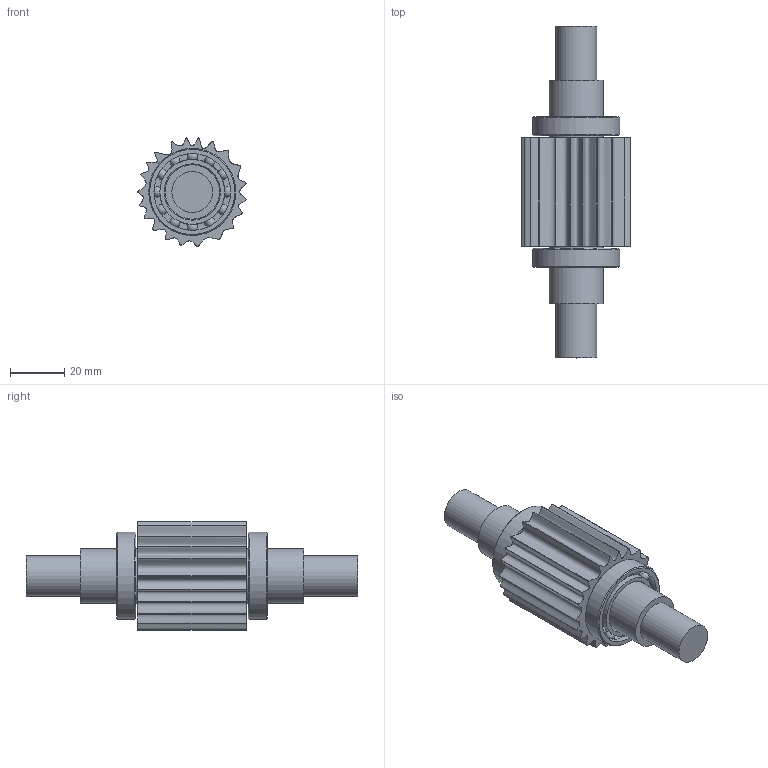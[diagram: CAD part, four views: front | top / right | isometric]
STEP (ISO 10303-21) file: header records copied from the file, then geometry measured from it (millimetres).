
FILE_DESCRIPTION(/* description */ (''),/* implementation_level */ '2;1');
FILE_NAME(/* name */ 'Crusher Shaft v2.step',/* time_stamp */ '2019-11-16T23:35:02+08:00',/* author */ (''),/* organization */ (''),/* preprocessor_version */ 'ST-DEVELOPER v18',/* originating_system */ 'Autodesk Translation Framework v8.12.0.6',/* authorisation */ '');
FILE_SCHEMA (('AUTOMOTIVE_DESIGN { 1 0 10303 214 3 1 1 }'));
Length unit declared in the file: millimetre
Products named in the file (4): Crusher Shaft; 5972K215; 5972K215 (1); Component3
Assembly tree (3 placements, depth 2):
  Crusher Shaft
    5972K215
    5972K215 (1)
    Component3
Bounding box: 39.8 x 122 x 39.8 mm (x, y, z)
Volume: 67929.5 mm3; surface area: 26214.1 mm2
Topology: 30 solids, 30 shells, 112 faces, 302 edges, 206 vertices
Faces by surface type: cylinder 39, sphere 24, bspline 21, plane 16, cone 8, torus 4
Full cylindrical faces by diameter (mm): 15 x2, 20 x4, 23.802 x4, 24 x2, 28.198 x4, 32 x2
Entity records: 6807 total; most frequent: CARTESIAN_POINT 4101, DIRECTION 552, ORIENTED_EDGE 508, EDGE_CURVE 254, AXIS2_PLACEMENT_3D 242, VERTEX_POINT 206, CIRCLE 144, EDGE_LOOP 126
